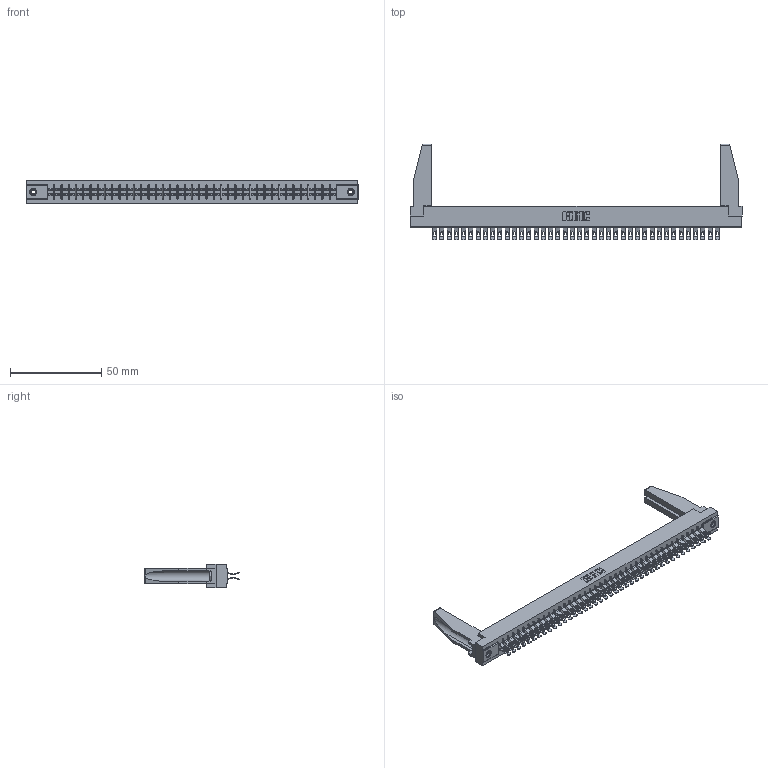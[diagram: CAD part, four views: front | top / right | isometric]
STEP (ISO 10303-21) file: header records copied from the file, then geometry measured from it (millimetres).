
FILE_DESCRIPTION (( 'STEP AP203' ), '1' );
FILE_NAME ('305-080-555-278.STEP', '2019-09-10T10:12:23', ( '' ), ( '' ), 'SwSTEP 2.0', 'SolidWorks 2016', '' );
FILE_SCHEMA (( 'CONFIG_CONTROL_DESIGN' ));
Length unit declared in the file: inch
Products named in the file (5): 305-290-001_555; 305-080-555-278; 305 Part_.156 Dia; 345-250-001_345-250-001-102; 307-220-078
Assembly tree (85 placements, depth 2):
  305-080-555-278
    305 Part_.156 Dia
    305-290-001_555  x80
    345-250-001_345-250-001-102  x2
    307-220-078  x2
Bounding box: 181.51 x 52.45 x 12.7 mm (x, y, z)
Volume: 23146.9 mm3; surface area: 29667.8 mm2
Topology: 85 solids, 85 shells, 5526 faces, 16446 edges, 10740 vertices
Faces by surface type: plane 2712, cylinder 2638, sphere 160, cone 12, torus 4
Entity records: 46616 total; most frequent: CARTESIAN_POINT 7738, ORIENTED_EDGE 7630, DIRECTION 7439, EDGE_CURVE 3815, VECTOR 3061, LINE 3061, VERTEX_POINT 2430, AXIS2_PLACEMENT_3D 2189
